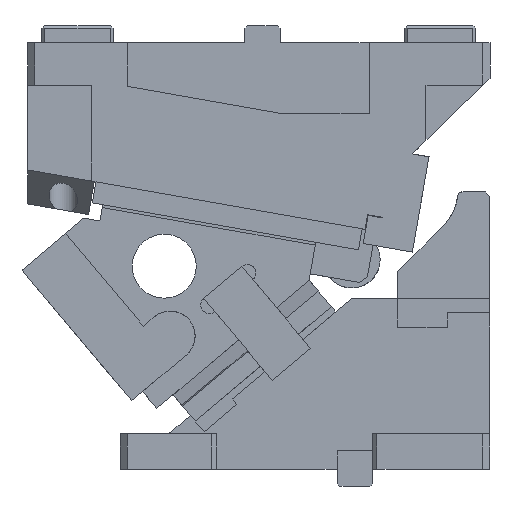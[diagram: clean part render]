
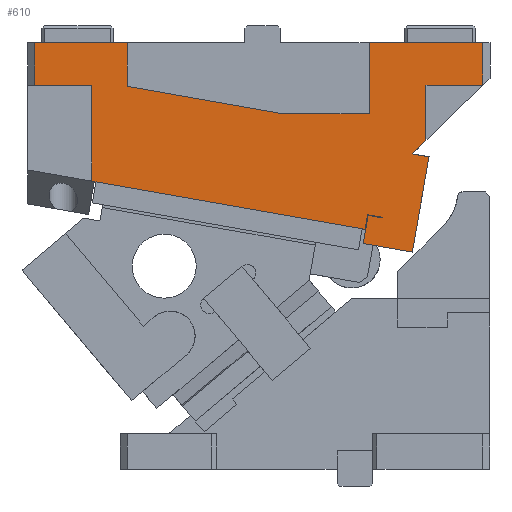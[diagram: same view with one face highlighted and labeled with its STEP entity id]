
A CAD part, left-side view. The second image highlights one B-rep face of the part: STEP entity #610.
In plain terms, the highlighted planar face has unit normal (-1, 0, 0).
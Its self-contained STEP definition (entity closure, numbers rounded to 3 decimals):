
#222=CARTESIAN_POINT('Vertex',(-253.752,618.546,-130.919)) ;
#244=CARTESIAN_POINT('Line Origine',(-253.752,804.675,-98.099)) ;
#248=CARTESIAN_POINT('Vertex',(-253.752,805.66,-97.926)) ;
#250=CARTESIAN_POINT('Vertex',(-253.752,803.69,-98.273)) ;
#258=CARTESIAN_POINT('Line Origine',(-253.752,619.531,-130.745)) ;
#262=CARTESIAN_POINT('Vertex',(-253.752,620.516,-130.571)) ;
#265=CARTESIAN_POINT('Line Origine',(-253.752,712.103,-114.422)) ;
#402=CARTESIAN_POINT('Vertex',(-253.752,616.576,-131.266)) ;
#405=CARTESIAN_POINT('Line Origine',(-253.752,617.561,-131.092)) ;
#417=CARTESIAN_POINT('Axis2P3D Location',(-253.752,689.538,-58.18)) ;
#422=CARTESIAN_POINT('Line Origine',(-253.752,615.665,-126.096)) ;
#426=CARTESIAN_POINT('Vertex',(-253.752,614.753,-120.926)) ;
#429=CARTESIAN_POINT('Line Origine',(-253.752,609.583,-121.837)) ;
#433=CARTESIAN_POINT('Vertex',(-253.752,604.413,-122.749)) ;
#436=CARTESIAN_POINT('Line Origine',(-253.752,604.456,-122.995)) ;
#440=CARTESIAN_POINT('Vertex',(-253.752,604.499,-123.241)) ;
#443=CARTESIAN_POINT('Line Origine',(-253.752,609.424,-122.373)) ;
#447=CARTESIAN_POINT('Vertex',(-253.752,614.348,-121.505)) ;
#450=CARTESIAN_POINT('Line Origine',(-253.752,616.084,-131.353)) ;
#454=CARTESIAN_POINT('Vertex',(-253.752,617.821,-141.201)) ;
#457=CARTESIAN_POINT('Line Origine',(-253.752,600.586,-144.24)) ;
#461=CARTESIAN_POINT('Vertex',(-253.752,583.352,-147.279)) ;
#464=CARTESIAN_POINT('Line Origine',(-253.752,577.448,-113.795)) ;
#468=CARTESIAN_POINT('Vertex',(-253.752,571.544,-80.312)) ;
#471=CARTESIAN_POINT('Line Origine',(-253.752,577.453,-79.27)) ;
#475=CARTESIAN_POINT('Vertex',(-253.752,583.362,-78.228)) ;
#478=CARTESIAN_POINT('Line Origine',(-253.752,578.523,-73.517)) ;
#482=CARTESIAN_POINT('Vertex',(-253.752,573.684,-68.806)) ;
#485=CARTESIAN_POINT('Line Origine',(-253.752,573.684,-49.403)) ;
#489=CARTESIAN_POINT('Vertex',(-253.752,573.684,-30.)) ;
#492=CARTESIAN_POINT('Line Origine',(-253.752,553.752,-30.)) ;
#496=CARTESIAN_POINT('Vertex',(-253.752,533.82,-30.)) ;
#499=CARTESIAN_POINT('Line Origine',(-253.752,533.752,-29.934)) ;
#503=CARTESIAN_POINT('Vertex',(-253.752,533.684,-29.867)) ;
#506=CARTESIAN_POINT('Line Origine',(-253.752,533.684,-14.934)) ;
#510=CARTESIAN_POINT('Vertex',(-253.752,533.684,0.)) ;
#513=CARTESIAN_POINT('Line Origine',(-253.752,573.684,0.)) ;
#517=CARTESIAN_POINT('Vertex',(-253.752,613.684,0.)) ;
#520=CARTESIAN_POINT('Line Origine',(-253.752,613.684,-25.)) ;
#524=CARTESIAN_POINT('Vertex',(-253.752,613.684,-50.)) ;
#527=CARTESIAN_POINT('Line Origine',(-253.752,644.014,-50.)) ;
#531=CARTESIAN_POINT('Vertex',(-253.752,674.345,-50.)) ;
#534=CARTESIAN_POINT('Line Origine',(-253.752,729.014,-40.36)) ;
#538=CARTESIAN_POINT('Vertex',(-253.752,783.684,-30.721)) ;
#541=CARTESIAN_POINT('Line Origine',(-253.752,783.684,-15.36)) ;
#545=CARTESIAN_POINT('Vertex',(-253.752,783.684,0.)) ;
#548=CARTESIAN_POINT('Line Origine',(-253.752,816.184,0.)) ;
#552=CARTESIAN_POINT('Vertex',(-253.752,848.684,0.)) ;
#555=CARTESIAN_POINT('Line Origine',(-253.752,848.684,-15.)) ;
#559=CARTESIAN_POINT('Vertex',(-253.752,848.684,-30.)) ;
#562=CARTESIAN_POINT('Line Origine',(-253.752,828.684,-30.)) ;
#566=CARTESIAN_POINT('Vertex',(-253.752,808.684,-30.)) ;
#569=CARTESIAN_POINT('Line Origine',(-253.752,808.684,-63.696)) ;
#573=CARTESIAN_POINT('Vertex',(-253.752,808.684,-97.392)) ;
#576=CARTESIAN_POINT('Line Origine',(-253.752,807.172,-97.659)) ;
#245=DIRECTION('Vector Direction',(0.,-0.985,-0.174)) ;
#259=DIRECTION('Vector Direction',(0.,-0.985,-0.174)) ;
#266=DIRECTION('Vector Direction',(0.,-0.985,-0.174)) ;
#406=DIRECTION('Vector Direction',(0.,-0.985,-0.174)) ;
#418=DIRECTION('Axis2P3D Direction',(1.,0.,0.)) ;
#419=DIRECTION('Axis2P3D XDirection',(0.,1.,0.)) ;
#423=DIRECTION('Vector Direction',(0.,-0.174,0.985)) ;
#430=DIRECTION('Vector Direction',(0.,-0.985,-0.174)) ;
#437=DIRECTION('Vector Direction',(0.,0.174,-0.985)) ;
#444=DIRECTION('Vector Direction',(0.,-0.985,-0.174)) ;
#451=DIRECTION('Vector Direction',(0.,-0.174,0.985)) ;
#458=DIRECTION('Vector Direction',(0.,-0.985,-0.174)) ;
#465=DIRECTION('Vector Direction',(0.,0.174,-0.985)) ;
#472=DIRECTION('Vector Direction',(0.,0.985,0.174)) ;
#479=DIRECTION('Vector Direction',(0.,0.717,-0.698)) ;
#486=DIRECTION('Vector Direction',(0.,0.,1.)) ;
#493=DIRECTION('Vector Direction',(0.,-1.,0.)) ;
#500=DIRECTION('Vector Direction',(0.,-0.717,0.698)) ;
#507=DIRECTION('Vector Direction',(0.,0.,-1.)) ;
#514=DIRECTION('Vector Direction',(0.,-1.,0.)) ;
#521=DIRECTION('Vector Direction',(0.,0.,-1.)) ;
#528=DIRECTION('Vector Direction',(0.,1.,0.)) ;
#535=DIRECTION('Vector Direction',(0.,0.985,0.174)) ;
#542=DIRECTION('Vector Direction',(0.,0.,1.)) ;
#549=DIRECTION('Vector Direction',(0.,1.,0.)) ;
#556=DIRECTION('Vector Direction',(0.,0.,1.)) ;
#563=DIRECTION('Vector Direction',(0.,-1.,0.)) ;
#570=DIRECTION('Vector Direction',(0.,0.,-1.)) ;
#577=DIRECTION('Vector Direction',(0.,-0.985,-0.174)) ;
#420=AXIS2_PLACEMENT_3D('Plane Axis2P3D',#417,#418,#419) ;
#582=ORIENTED_EDGE('',*,*,#264,.T.) ;
#583=ORIENTED_EDGE('',*,*,#409,.T.) ;
#584=ORIENTED_EDGE('',*,*,#428,.T.) ;
#585=ORIENTED_EDGE('',*,*,#435,.T.) ;
#586=ORIENTED_EDGE('',*,*,#442,.T.) ;
#587=ORIENTED_EDGE('',*,*,#449,.F.) ;
#588=ORIENTED_EDGE('',*,*,#456,.F.) ;
#589=ORIENTED_EDGE('',*,*,#463,.T.) ;
#590=ORIENTED_EDGE('',*,*,#470,.F.) ;
#591=ORIENTED_EDGE('',*,*,#477,.T.) ;
#592=ORIENTED_EDGE('',*,*,#484,.F.) ;
#593=ORIENTED_EDGE('',*,*,#491,.T.) ;
#594=ORIENTED_EDGE('',*,*,#498,.T.) ;
#595=ORIENTED_EDGE('',*,*,#505,.T.) ;
#596=ORIENTED_EDGE('',*,*,#512,.F.) ;
#597=ORIENTED_EDGE('',*,*,#519,.F.) ;
#598=ORIENTED_EDGE('',*,*,#526,.T.) ;
#599=ORIENTED_EDGE('',*,*,#533,.T.) ;
#600=ORIENTED_EDGE('',*,*,#540,.T.) ;
#601=ORIENTED_EDGE('',*,*,#547,.T.) ;
#602=ORIENTED_EDGE('',*,*,#554,.T.) ;
#603=ORIENTED_EDGE('',*,*,#561,.F.) ;
#604=ORIENTED_EDGE('',*,*,#568,.T.) ;
#605=ORIENTED_EDGE('',*,*,#575,.T.) ;
#606=ORIENTED_EDGE('',*,*,#580,.T.) ;
#607=ORIENTED_EDGE('',*,*,#252,.T.) ;
#608=ORIENTED_EDGE('',*,*,#269,.T.) ;
#246=VECTOR('Line Direction',#245,1.) ;
#260=VECTOR('Line Direction',#259,1.) ;
#267=VECTOR('Line Direction',#266,1.) ;
#407=VECTOR('Line Direction',#406,1.) ;
#424=VECTOR('Line Direction',#423,1.) ;
#431=VECTOR('Line Direction',#430,1.) ;
#438=VECTOR('Line Direction',#437,1.) ;
#445=VECTOR('Line Direction',#444,1.) ;
#452=VECTOR('Line Direction',#451,1.) ;
#459=VECTOR('Line Direction',#458,1.) ;
#466=VECTOR('Line Direction',#465,1.) ;
#473=VECTOR('Line Direction',#472,1.) ;
#480=VECTOR('Line Direction',#479,1.) ;
#487=VECTOR('Line Direction',#486,1.) ;
#494=VECTOR('Line Direction',#493,1.) ;
#501=VECTOR('Line Direction',#500,1.) ;
#508=VECTOR('Line Direction',#507,1.) ;
#515=VECTOR('Line Direction',#514,1.) ;
#522=VECTOR('Line Direction',#521,1.) ;
#529=VECTOR('Line Direction',#528,1.) ;
#536=VECTOR('Line Direction',#535,1.) ;
#543=VECTOR('Line Direction',#542,1.) ;
#550=VECTOR('Line Direction',#549,1.) ;
#557=VECTOR('Line Direction',#556,1.) ;
#564=VECTOR('Line Direction',#563,1.) ;
#571=VECTOR('Line Direction',#570,1.) ;
#578=VECTOR('Line Direction',#577,1.) ;
#610=ADVANCED_FACE('CAM HOLDER',(#609),#421,.F.) ;
#252=EDGE_CURVE('',#249,#251,#247,.T.) ;
#264=EDGE_CURVE('',#263,#223,#261,.T.) ;
#269=EDGE_CURVE('',#251,#263,#268,.T.) ;
#409=EDGE_CURVE('',#223,#403,#408,.T.) ;
#428=EDGE_CURVE('',#403,#427,#425,.T.) ;
#435=EDGE_CURVE('',#427,#434,#432,.T.) ;
#442=EDGE_CURVE('',#434,#441,#439,.T.) ;
#449=EDGE_CURVE('',#448,#441,#446,.T.) ;
#456=EDGE_CURVE('',#455,#448,#453,.T.) ;
#463=EDGE_CURVE('',#455,#462,#460,.T.) ;
#470=EDGE_CURVE('',#469,#462,#467,.T.) ;
#477=EDGE_CURVE('',#469,#476,#474,.T.) ;
#484=EDGE_CURVE('',#483,#476,#481,.T.) ;
#491=EDGE_CURVE('',#483,#490,#488,.T.) ;
#498=EDGE_CURVE('',#490,#497,#495,.T.) ;
#505=EDGE_CURVE('',#497,#504,#502,.T.) ;
#512=EDGE_CURVE('',#511,#504,#509,.T.) ;
#519=EDGE_CURVE('',#518,#511,#516,.T.) ;
#526=EDGE_CURVE('',#518,#525,#523,.T.) ;
#533=EDGE_CURVE('',#525,#532,#530,.T.) ;
#540=EDGE_CURVE('',#532,#539,#537,.T.) ;
#547=EDGE_CURVE('',#539,#546,#544,.T.) ;
#554=EDGE_CURVE('',#546,#553,#551,.T.) ;
#561=EDGE_CURVE('',#560,#553,#558,.T.) ;
#568=EDGE_CURVE('',#560,#567,#565,.T.) ;
#575=EDGE_CURVE('',#567,#574,#572,.T.) ;
#580=EDGE_CURVE('',#574,#249,#579,.T.) ;
#581=EDGE_LOOP('',(#582,#583,#584,#585,#586,#587,#588,#589,#590,#591,#592,#593,#594,#595,#596,#597,#598,#599,#600,#601,#602,#603,#604,#605,#606,#607,#608)) ;
#609=FACE_OUTER_BOUND('',#581,.T.) ;
#247=LINE('Line',#244,#246) ;
#261=LINE('Line',#258,#260) ;
#268=LINE('Line',#265,#267) ;
#408=LINE('Line',#405,#407) ;
#425=LINE('Line',#422,#424) ;
#432=LINE('Line',#429,#431) ;
#439=LINE('Line',#436,#438) ;
#446=LINE('Line',#443,#445) ;
#453=LINE('Line',#450,#452) ;
#460=LINE('Line',#457,#459) ;
#467=LINE('Line',#464,#466) ;
#474=LINE('Line',#471,#473) ;
#481=LINE('Line',#478,#480) ;
#488=LINE('Line',#485,#487) ;
#495=LINE('Line',#492,#494) ;
#502=LINE('Line',#499,#501) ;
#509=LINE('Line',#506,#508) ;
#516=LINE('Line',#513,#515) ;
#523=LINE('Line',#520,#522) ;
#530=LINE('Line',#527,#529) ;
#537=LINE('Line',#534,#536) ;
#544=LINE('Line',#541,#543) ;
#551=LINE('Line',#548,#550) ;
#558=LINE('Line',#555,#557) ;
#565=LINE('Line',#562,#564) ;
#572=LINE('Line',#569,#571) ;
#579=LINE('Line',#576,#578) ;
#421=PLANE('Plane',#420) ;
#223=VERTEX_POINT('',#222) ;
#249=VERTEX_POINT('',#248) ;
#251=VERTEX_POINT('',#250) ;
#263=VERTEX_POINT('',#262) ;
#403=VERTEX_POINT('',#402) ;
#427=VERTEX_POINT('',#426) ;
#434=VERTEX_POINT('',#433) ;
#441=VERTEX_POINT('',#440) ;
#448=VERTEX_POINT('',#447) ;
#455=VERTEX_POINT('',#454) ;
#462=VERTEX_POINT('',#461) ;
#469=VERTEX_POINT('',#468) ;
#476=VERTEX_POINT('',#475) ;
#483=VERTEX_POINT('',#482) ;
#490=VERTEX_POINT('',#489) ;
#497=VERTEX_POINT('',#496) ;
#504=VERTEX_POINT('',#503) ;
#511=VERTEX_POINT('',#510) ;
#518=VERTEX_POINT('',#517) ;
#525=VERTEX_POINT('',#524) ;
#532=VERTEX_POINT('',#531) ;
#539=VERTEX_POINT('',#538) ;
#546=VERTEX_POINT('',#545) ;
#553=VERTEX_POINT('',#552) ;
#560=VERTEX_POINT('',#559) ;
#567=VERTEX_POINT('',#566) ;
#574=VERTEX_POINT('',#573) ;
